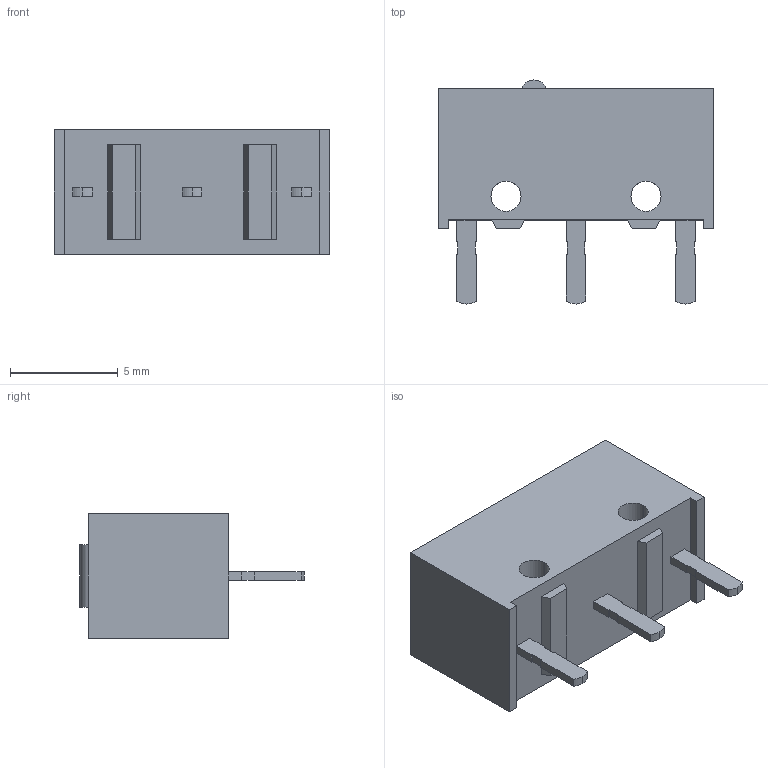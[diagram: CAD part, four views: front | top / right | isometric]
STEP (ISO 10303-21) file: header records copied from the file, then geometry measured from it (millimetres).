
FILE_DESCRIPTION (( 'STEP AP214' ), '1' );
FILE_NAME ('D2FC_F_7N_20M.step', '2023-04-21T08:14:49', ( 'OSMC1.0 ' ), ( ' ' ), 'SwSTEP 2.0', 'SolidWorks 2002025', '' );
FILE_SCHEMA (( 'AUTOMOTIVE_DESIGN' ));
Length unit declared in the file: millimetre
Products named in the file (3): D2FC_F_7N_20M; D2FC_F_7N_20M_BASE; D2FC_F_7N_20M_BUTTON
Assembly tree (2 placements, depth 2):
  D2FC_F_7N_20M
    D2FC_F_7N_20M_BUTTON
    D2FC_F_7N_20M_BASE
Bounding box: 12.8 x 10.4 x 5.8 mm (x, y, z)
Volume: 446.8 mm3; surface area: 501.2 mm2
Topology: 2 solids, 2 shells, 77 faces, 201 edges, 134 vertices
Faces by surface type: plane 66, cylinder 11
Entity records: 2752 total; most frequent: CARTESIAN_POINT 417, ORIENTED_EDGE 402, DIRECTION 387, EDGE_CURVE 201, LINE 179, VECTOR 179, VERTEX_POINT 134, AXIS2_PLACEMENT_3D 104
